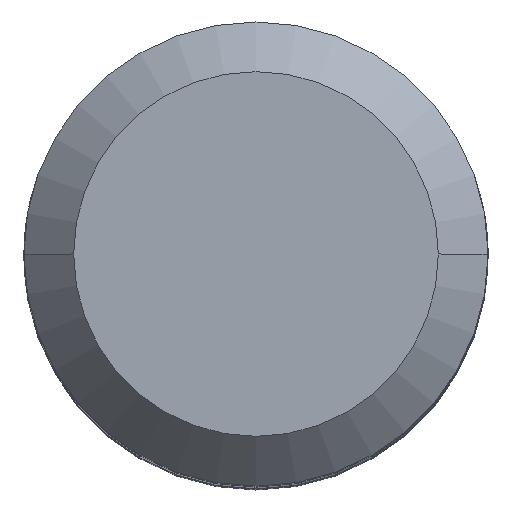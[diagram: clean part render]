
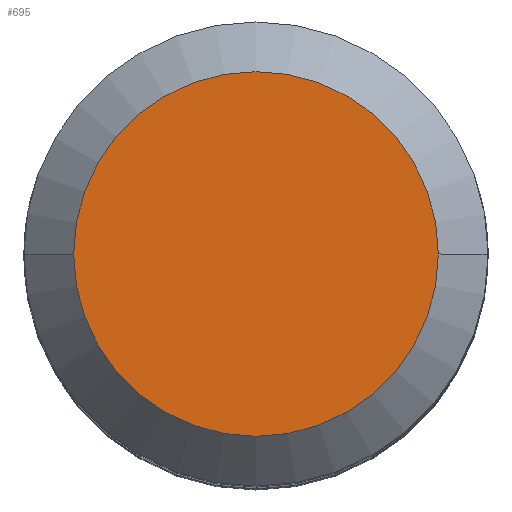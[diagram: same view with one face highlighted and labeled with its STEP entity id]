
A CAD part, top view. The second image highlights one B-rep face of the part: STEP entity #695.
In plain terms, the highlighted planar face has unit normal (0, 0, 1).
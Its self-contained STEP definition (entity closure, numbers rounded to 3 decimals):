
#35 = CARTESIAN_POINT ( 'NONE',  ( 0., 0., 136. ) ) ;
#53 = CARTESIAN_POINT ( 'NONE',  ( 0., 0., 136. ) ) ;
#117 = CARTESIAN_POINT ( 'NONE',  ( -11., 0., 136. ) ) ;
#129 = DIRECTION ( 'NONE',  ( -1., 0., 0. ) ) ;
#136 = VERTEX_POINT ( 'NONE', #117 ) ;
#244 = VERTEX_POINT ( 'NONE', #877 ) ;
#282 = CIRCLE ( 'NONE', #1039, 11. ) ;
#295 = AXIS2_PLACEMENT_3D ( 'NONE', #553, #389, #1127 ) ;
#337 = EDGE_CURVE ( 'NONE', #136, #244, #942, .T. ) ;
#372 = ORIENTED_EDGE ( 'NONE', *, *, #337, .T. ) ;
#389 = DIRECTION ( 'NONE',  ( 0., 0., -1. ) ) ;
#553 = CARTESIAN_POINT ( 'NONE',  ( 0., 14., 136. ) ) ;
#657 = PLANE ( 'NONE',  #295 ) ;
#681 = DIRECTION ( 'NONE',  ( 0., 0., 1. ) ) ;
#695 = ADVANCED_FACE ( 'NONE', ( #1165 ), #657, .F. ) ;
#699 = DIRECTION ( 'NONE',  ( 0., 0., 1. ) ) ;
#710 = DIRECTION ( 'NONE',  ( -1., 0., 0. ) ) ;
#799 = EDGE_CURVE ( 'NONE', #244, #136, #282, .T. ) ;
#877 = CARTESIAN_POINT ( 'NONE',  ( 11., 0., 136. ) ) ;
#907 = AXIS2_PLACEMENT_3D ( 'NONE', #53, #699, #710 ) ;
#942 = CIRCLE ( 'NONE', #907, 11. ) ;
#1039 = AXIS2_PLACEMENT_3D ( 'NONE', #35, #681, #129 ) ;
#1107 = ORIENTED_EDGE ( 'NONE', *, *, #799, .T. ) ;
#1127 = DIRECTION ( 'NONE',  ( -1., 0., 0. ) ) ;
#1165 = FACE_OUTER_BOUND ( 'NONE', #1214, .T. ) ;
#1214 = EDGE_LOOP ( 'NONE', ( #372, #1107 ) ) ;
